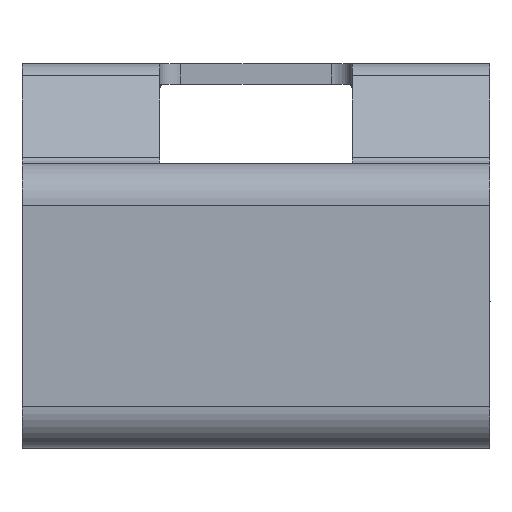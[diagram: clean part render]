
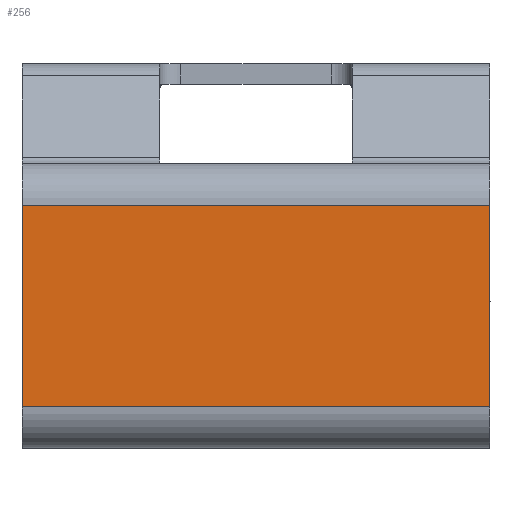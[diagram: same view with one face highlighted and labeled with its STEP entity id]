
A CAD part, left-side view. The second image highlights one B-rep face of the part: STEP entity #256.
In plain terms, the highlighted planar face has unit normal (-1, 0, 0).
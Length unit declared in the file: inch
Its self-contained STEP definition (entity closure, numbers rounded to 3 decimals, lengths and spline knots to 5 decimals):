
#256=ADVANCED_FACE('',(#366),#300,.T.);
#300=PLANE('',#1673);
#366=FACE_OUTER_BOUND('',#438,.T.);
#438=EDGE_LOOP('',(#801,#802,#803,#804));
#801=ORIENTED_EDGE('',*,*,#1204,.T.);
#802=ORIENTED_EDGE('',*,*,#1222,.F.);
#803=ORIENTED_EDGE('',*,*,#1220,.F.);
#804=ORIENTED_EDGE('',*,*,#1223,.T.);
#1005=VERTEX_POINT('',#2485);
#1006=VERTEX_POINT('',#2487);
#1019=VERTEX_POINT('',#2517);
#1020=VERTEX_POINT('',#2519);
#1204=EDGE_CURVE('',#1006,#1005,#1367,.T.);
#1220=EDGE_CURVE('',#1019,#1020,#1377,.T.);
#1222=EDGE_CURVE('',#1020,#1005,#1378,.T.);
#1223=EDGE_CURVE('',#1019,#1006,#1379,.T.);
#1367=LINE('',#2486,#1515);
#1377=LINE('',#2518,#1525);
#1378=LINE('',#2522,#1526);
#1379=LINE('',#2524,#1527);
#1515=VECTOR('',#2010,1.);
#1525=VECTOR('',#2036,1.);
#1526=VECTOR('',#2041,1.);
#1527=VECTOR('',#2044,1.);
#1673=AXIS2_PLACEMENT_3D('',#2525,#2045,#2046);
#2010=DIRECTION('',(0.,0.,1.));
#2036=DIRECTION('',(0.,0.,1.));
#2041=DIRECTION('',(0.,-1.,0.));
#2044=DIRECTION('',(0.,-1.,0.));
#2045=DIRECTION('',(-1.,0.,0.));
#2046=DIRECTION('',(0.,0.,1.));
#2485=CARTESIAN_POINT('',(0.,0.,0.14));
#2486=CARTESIAN_POINT('',(0.,0.,-0.101));
#2487=CARTESIAN_POINT('',(0.,0.,-0.101));
#2517=CARTESIAN_POINT('',(0.,0.56,-0.101));
#2518=CARTESIAN_POINT('',(0.,0.56,-0.101));
#2519=CARTESIAN_POINT('',(0.,0.56,0.14));
#2522=CARTESIAN_POINT('',(0.,0.56,0.14));
#2524=CARTESIAN_POINT('',(0.,0.28,-0.101));
#2525=CARTESIAN_POINT('',(0.,0.28,-0.101));
